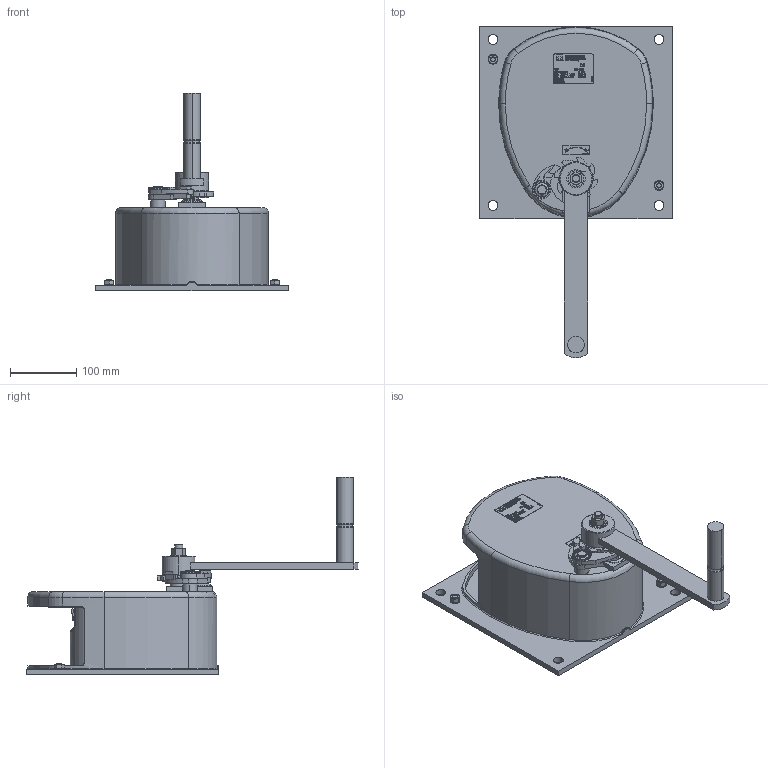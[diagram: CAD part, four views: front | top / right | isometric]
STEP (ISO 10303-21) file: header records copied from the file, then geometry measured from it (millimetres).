
FILE_DESCRIPTION(('CoCreate Modeling STEP Export'),'2;1');
FILE_NAME('205047.stp','2009-10-28T 8:56:45',(''),(''),'CoCreate Modeling STEP processor for AP214 (Solid Model)','CoCreate Modeling 16.00A 16-Aug-2008 (C) Parametric Technology GmbH','');
FILE_SCHEMA(('AUTOMOTIVE_DESIGN { 1 0 10303 214 1 1 1 1 }'));
Length unit declared in the file: millimetre
Products named in the file (3): Kurbel; Winde; Seilwinde_Typ_220_0_75_205047
Assembly tree (2 placements, depth 2):
  Seilwinde_Typ_220_0_75_205047
    Winde
    Kurbel
Bounding box: 290 x 500.01 x 298.03 mm (x, y, z)
Volume: 1874052.2 mm3; surface area: 704404.1 mm2
Topology: 2 solids, 5 shells, 1138 faces, 8326 edges, 7495 vertices
Faces by surface type: plane 471, cylinder 460, cone 121, torus 59, bspline 20, extrusion 5, sphere 2
Entity records: 90468 total; most frequent: CARTESIAN_POINT 26251, ORIENTED_EDGE 16652, DIRECTION 9746, EDGE_CURVE 8322, VERTEX_POINT 7495, VECTOR 6836, LINE 6830, EDGE_LOOP 1471
